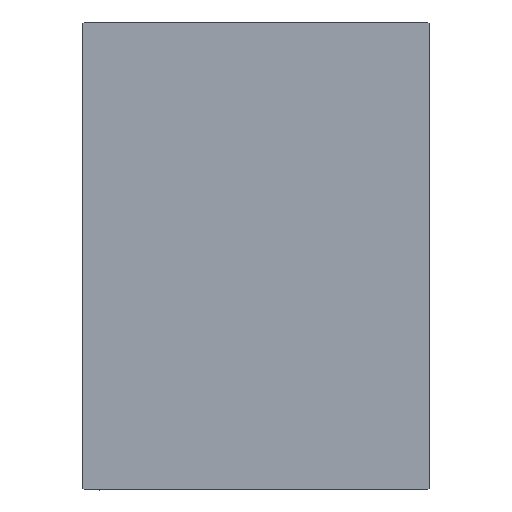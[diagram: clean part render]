
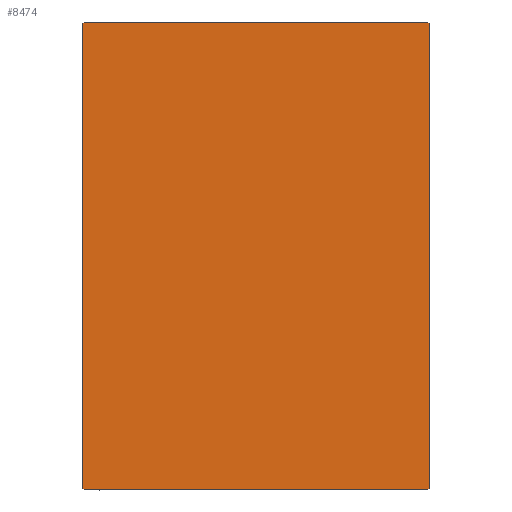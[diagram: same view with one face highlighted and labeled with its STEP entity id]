
A CAD part, left-side view. The second image highlights one B-rep face of the part: STEP entity #8474.
In plain terms, the highlighted face is planar.
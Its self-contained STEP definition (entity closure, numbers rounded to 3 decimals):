
#176 = ORIENTED_EDGE ( 'NONE', *, *, #27970, .T. ) ;
#927 = ORIENTED_EDGE ( 'NONE', *, *, #21367, .T. ) ;
#972 = DIRECTION ( 'NONE',  ( 0., 0.707, 0.707 ) ) ;
#1013 = DIRECTION ( 'NONE',  ( 0., 0., -1. ) ) ;
#1188 = DIRECTION ( 'NONE',  ( 0., -0.707, 0.707 ) ) ;
#1533 = CARTESIAN_POINT ( 'NONE',  ( 88., 31.5, -42.2 ) ) ;
#1619 = DIRECTION ( 'NONE',  ( 0., 0.707, -0.707 ) ) ;
#1811 = LINE ( 'NONE', #15371, #33526 ) ;
#1936 = VECTOR ( 'NONE', #1619, 1000. ) ;
#3172 = EDGE_CURVE ( 'NONE', #27793, #7853, #20618, .T. ) ;
#3762 = EDGE_CURVE ( 'NONE', #16754, #5623, #5354, .T. ) ;
#3829 = CARTESIAN_POINT ( 'NONE',  ( 88., -31.5, 42.5 ) ) ;
#4409 = CARTESIAN_POINT ( 'NONE',  ( 88., 36.85, -36.85 ) ) ;
#4427 = LINE ( 'NONE', #40392, #40623 ) ;
#4955 = DIRECTION ( 'NONE',  ( 0., -1., 0. ) ) ;
#5354 = LINE ( 'NONE', #38093, #18217 ) ;
#5375 = LINE ( 'NONE', #18730, #20661 ) ;
#5623 = VERTEX_POINT ( 'NONE', #23285 ) ;
#7853 = VERTEX_POINT ( 'NONE', #40712 ) ;
#8023 = VERTEX_POINT ( 'NONE', #33162 ) ;
#8367 = CARTESIAN_POINT ( 'NONE',  ( 88., 31.5, -42.5 ) ) ;
#8474 = ADVANCED_FACE ( 'NONE', ( #36611 ), #27353, .T. ) ;
#9349 = ORIENTED_EDGE ( 'NONE', *, *, #3172, .T. ) ;
#11190 = ORIENTED_EDGE ( 'NONE', *, *, #42167, .T. ) ;
#11533 = VERTEX_POINT ( 'NONE', #1533 ) ;
#11810 = LINE ( 'NONE', #8367, #13684 ) ;
#12983 = VERTEX_POINT ( 'NONE', #15205 ) ;
#13684 = VECTOR ( 'NONE', #34853, 1000. ) ;
#15205 = CARTESIAN_POINT ( 'NONE',  ( 88., -31.2, 42.5 ) ) ;
#15371 = CARTESIAN_POINT ( 'NONE',  ( 88., -36.85, 36.85 ) ) ;
#15471 = VECTOR ( 'NONE', #1013, 1000. ) ;
#16754 = VERTEX_POINT ( 'NONE', #34168 ) ;
#17019 = DIRECTION ( 'NONE',  ( 0., 0., -1. ) ) ;
#17444 = ORIENTED_EDGE ( 'NONE', *, *, #3762, .T. ) ;
#17995 = CARTESIAN_POINT ( 'NONE',  ( 88., -36.85, -36.85 ) ) ;
#18217 = VECTOR ( 'NONE', #25385, 1000. ) ;
#18406 = LINE ( 'NONE', #17995, #1936 ) ;
#18730 = CARTESIAN_POINT ( 'NONE',  ( 88., 31.5, 42.5 ) ) ;
#20618 = LINE ( 'NONE', #3829, #15471 ) ;
#20661 = VECTOR ( 'NONE', #4955, 1000. ) ;
#21115 = VERTEX_POINT ( 'NONE', #29105 ) ;
#21367 = EDGE_CURVE ( 'NONE', #8023, #21115, #4427, .T. ) ;
#21489 = EDGE_CURVE ( 'NONE', #7853, #16754, #18406, .T. ) ;
#21543 = ORIENTED_EDGE ( 'NONE', *, *, #21489, .T. ) ;
#21691 = ORIENTED_EDGE ( 'NONE', *, *, #33252, .T. ) ;
#22681 = ORIENTED_EDGE ( 'NONE', *, *, #25059, .T. ) ;
#23285 = CARTESIAN_POINT ( 'NONE',  ( 88., 31.2, -42.5 ) ) ;
#24150 = EDGE_LOOP ( 'NONE', ( #17444, #11190, #176, #927, #21691, #22681, #9349, #21543 ) ) ;
#24404 = VECTOR ( 'NONE', #972, 1000. ) ;
#25059 = EDGE_CURVE ( 'NONE', #12983, #27793, #1811, .T. ) ;
#25385 = DIRECTION ( 'NONE',  ( 0., 1., 0. ) ) ;
#26026 = LINE ( 'NONE', #4409, #24404 ) ;
#27353 = PLANE ( 'NONE',  #41174 ) ;
#27793 = VERTEX_POINT ( 'NONE', #29719 ) ;
#27970 = EDGE_CURVE ( 'NONE', #11533, #8023, #11810, .T. ) ;
#29105 = CARTESIAN_POINT ( 'NONE',  ( 88., 31.2, 42.5 ) ) ;
#29719 = CARTESIAN_POINT ( 'NONE',  ( 88., -31.5, 42.2 ) ) ;
#30165 = CARTESIAN_POINT ( 'NONE',  ( 88., 0., 0. ) ) ;
#33162 = CARTESIAN_POINT ( 'NONE',  ( 88., 31.5, 42.2 ) ) ;
#33252 = EDGE_CURVE ( 'NONE', #21115, #12983, #5375, .T. ) ;
#33526 = VECTOR ( 'NONE', #37785, 1000. ) ;
#34168 = CARTESIAN_POINT ( 'NONE',  ( 88., -31.2, -42.5 ) ) ;
#34853 = DIRECTION ( 'NONE',  ( 0., 0., 1. ) ) ;
#36611 = FACE_OUTER_BOUND ( 'NONE', #24150, .T. ) ;
#37785 = DIRECTION ( 'NONE',  ( 0., -0.707, -0.707 ) ) ;
#38093 = CARTESIAN_POINT ( 'NONE',  ( 88., -31.5, -42.5 ) ) ;
#39842 = DIRECTION ( 'NONE',  ( 1., 0., 0. ) ) ;
#40392 = CARTESIAN_POINT ( 'NONE',  ( 88., 36.85, 36.85 ) ) ;
#40623 = VECTOR ( 'NONE', #1188, 1000. ) ;
#40712 = CARTESIAN_POINT ( 'NONE',  ( 88., -31.5, -42.2 ) ) ;
#41174 = AXIS2_PLACEMENT_3D ( 'NONE', #30165, #39842, #17019 ) ;
#42167 = EDGE_CURVE ( 'NONE', #5623, #11533, #26026, .T. ) ;
